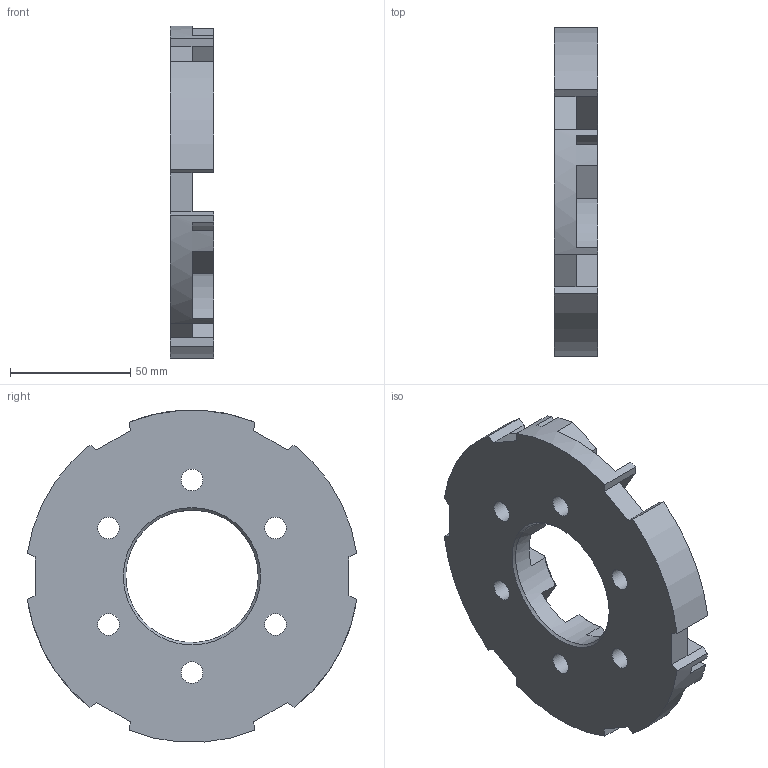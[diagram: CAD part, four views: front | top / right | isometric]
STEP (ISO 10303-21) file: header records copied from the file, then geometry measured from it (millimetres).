
FILE_DESCRIPTION(/* description */ (''),/* implementation_level */ '2;1');
FILE_NAME(/* name */ 'Part 043.stp',/* time_stamp */ '2015-02-21T14:52:56+02:00',/* author */ ('SFC'),/* organization */ (''),/* preprocessor_version */ 'ST-DEVELOPER v15.2',/* originating_system */ 'Autodesk Inventor 2014',/* authorisation */ '');
FILE_SCHEMA (('AUTOMOTIVE_DESIGN { 1 0 10303 214 3 1 1 }'));
Length unit declared in the file: millimetre
Products named in the file (1): Part 043
Bounding box: 18 x 136.69 x 137.79 mm (x, y, z)
Volume: 164497.8 mm3; surface area: 42964.7 mm2
Topology: 1 solids, 1 shells, 93 faces, 245 edges, 159 vertices
Faces by surface type: plane 61, cylinder 25, cone 7
Full cylindrical faces by diameter (mm): 9 x6, 14 x6, 55 x1
Entity records: 2836 total; most frequent: CARTESIAN_POINT 506, DIRECTION 486, ORIENTED_EDGE 460, EDGE_CURVE 230, AXIS2_PLACEMENT_3D 174, VERTEX_POINT 158, LINE 138, VECTOR 138
